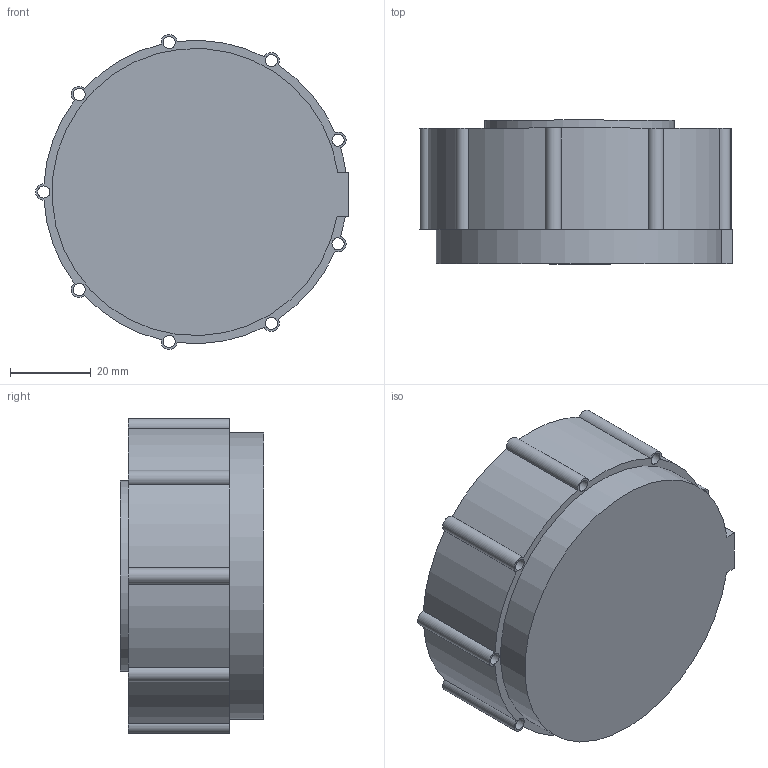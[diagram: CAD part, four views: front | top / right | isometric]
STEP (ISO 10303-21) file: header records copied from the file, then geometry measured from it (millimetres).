
FILE_DESCRIPTION(/* description */ (''),/* implementation_level */ '2;1');
FILE_NAME(/* name */ 'cybergear1.stp',/* time_stamp */ '2023-10-11T19:29:16+09:00',/* author */ ('ludiw'),/* organization */ (''),/* preprocessor_version */ 'ST-DEVELOPER v19.2',/* originating_system */ 'Autodesk Inventor 2024',/* authorisation */ '');
FILE_SCHEMA (('AUTOMOTIVE_DESIGN { 1 0 10303 214 3 1 1 }'));
Length unit declared in the file: millimetre
Products named in the file (1): cybergear壳
Bounding box: 77.26 x 35.5 x 77.85 mm (x, y, z)
Volume: 129892.7 mm3; surface area: 21458.3 mm2
Topology: 1 solids, 1 shells, 61 faces, 187 edges, 146 vertices
Faces by surface type: cylinder 34, plane 27
Full cylindrical faces by diameter (mm): 1 x2, 3 x9, 4 x1, 43 x1, 45 x1, 47 x1
Entity records: 2294 total; most frequent: DIRECTION 417, CARTESIAN_POINT 391, ORIENTED_EDGE 366, EDGE_CURVE 183, AXIS2_PLACEMENT_3D 168, VERTEX_POINT 132, CIRCLE 106, EDGE_LOOP 87
